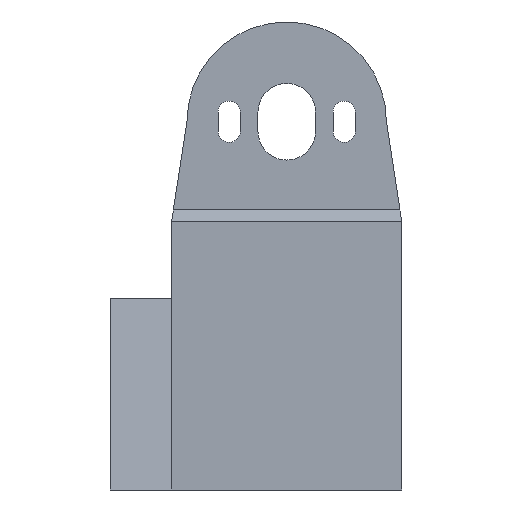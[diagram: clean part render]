
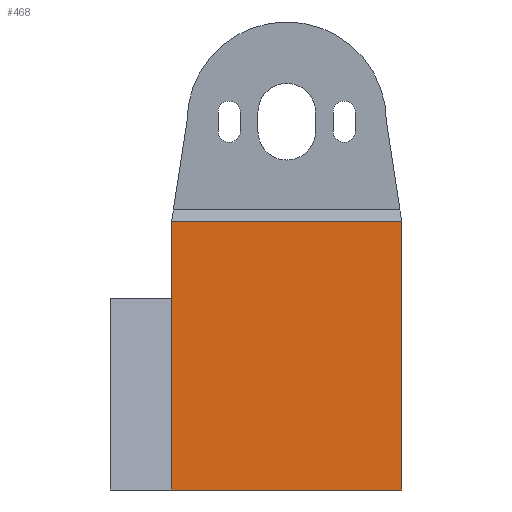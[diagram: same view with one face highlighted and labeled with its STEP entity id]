
A CAD part, left-side view. The second image highlights one B-rep face of the part: STEP entity #468.
In plain terms, the highlighted planar face has unit normal (-1, 0, 0).
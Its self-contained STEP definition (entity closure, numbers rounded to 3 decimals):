
#252=CARTESIAN_POINT('Vertex',(-15.,15.,0.)) ;
#255=CARTESIAN_POINT('Line Origine',(-15.,15.,17.5)) ;
#259=CARTESIAN_POINT('Vertex',(-15.,15.,35.)) ;
#374=CARTESIAN_POINT('Vertex',(-15.,-15.,35.)) ;
#377=CARTESIAN_POINT('Line Origine',(-15.,-15.,17.5)) ;
#381=CARTESIAN_POINT('Vertex',(-15.,-15.,0.)) ;
#447=CARTESIAN_POINT('Axis2P3D Location',(-15.,-15.,0.)) ;
#452=CARTESIAN_POINT('Line Origine',(-15.,0.,0.)) ;
#457=CARTESIAN_POINT('Line Origine',(-15.,0.,35.)) ;
#257=VECTOR('Line Direction',#256,1.) ;
#379=VECTOR('Line Direction',#378,1.) ;
#454=VECTOR('Line Direction',#453,1.) ;
#459=VECTOR('Line Direction',#458,1.) ;
#256=DIRECTION('Vector Direction',(0.,0.,1.)) ;
#378=DIRECTION('Vector Direction',(0.,0.,1.)) ;
#448=DIRECTION('Axis2P3D Direction',(1.,0.,0.)) ;
#449=DIRECTION('Axis2P3D XDirection',(0.,1.,0.)) ;
#453=DIRECTION('Vector Direction',(0.,1.,0.)) ;
#458=DIRECTION('Vector Direction',(0.,-1.,0.)) ;
#450=AXIS2_PLACEMENT_3D('Plane Axis2P3D',#447,#448,#449) ;
#258=LINE('Line',#255,#257) ;
#380=LINE('Line',#377,#379) ;
#455=LINE('Line',#452,#454) ;
#460=LINE('Line',#457,#459) ;
#451=PLANE('',#450) ;
#261=EDGE_CURVE('',#253,#260,#258,.T.) ;
#383=EDGE_CURVE('',#382,#375,#380,.T.) ;
#456=EDGE_CURVE('',#253,#382,#455,.F.) ;
#461=EDGE_CURVE('',#260,#375,#460,.T.) ;
#463=ORIENTED_EDGE('',*,*,#261,.F.) ;
#464=ORIENTED_EDGE('',*,*,#456,.T.) ;
#465=ORIENTED_EDGE('',*,*,#383,.T.) ;
#466=ORIENTED_EDGE('',*,*,#461,.F.) ;
#462=EDGE_LOOP('',(#463,#464,#465,#466)) ;
#253=VERTEX_POINT('',#252) ;
#260=VERTEX_POINT('',#259) ;
#375=VERTEX_POINT('',#374) ;
#382=VERTEX_POINT('',#381) ;
#468=ADVANCED_FACE('PartBody',(#467),#451,.F.) ;
#467=FACE_OUTER_BOUND('',#462,.T.) ;
